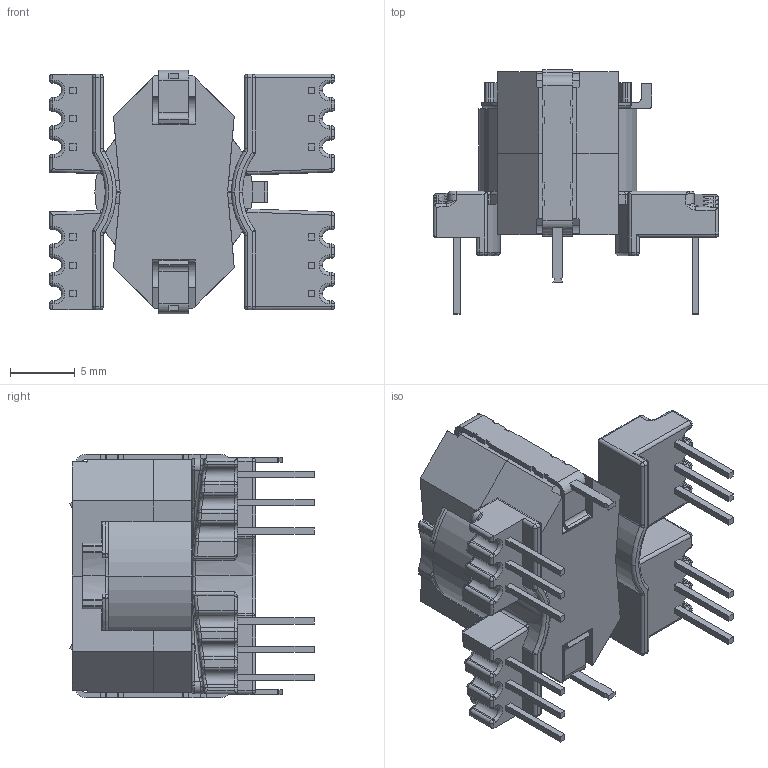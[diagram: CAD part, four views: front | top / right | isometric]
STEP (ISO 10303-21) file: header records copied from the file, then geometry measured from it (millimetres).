
FILE_DESCRIPTION (( 'STEP AP214' ), '1' );
FILE_NAME ('RM6_6915_C0222.STEP', '2019-02-01T14:43:33', ( '' ), ( '' ), 'SwSTEP 2.0', 'SolidWorks 2017', '' );
FILE_SCHEMA (( 'AUTOMOTIVE_DESIGN' ));
Length unit declared in the file: inch
Products named in the file (5): 139-0222_6A; 150-2622_6A; 070-6915_coil; 070-6915_6A; RM6_6915_C0222
Assembly tree (6 placements, depth 2):
  RM6_6915_C0222
    070-6915_6A
    070-6915_coil
    150-2622_6A  x2
    139-0222_6A  x2
Bounding box: 22.02 x 18.87 x 18.81 mm (x, y, z)
Volume: 2502.1 mm3; surface area: 3799 mm2
Topology: 6 solids, 6 shells, 866 faces, 2201 edges, 1296 vertices
Faces by surface type: plane 339, cylinder 320, sphere 86, torus 77, bspline 44
Entity records: 24201 total; most frequent: CARTESIAN_POINT 5586, DIRECTION 3776, ORIENTED_EDGE 3710, EDGE_CURVE 1855, AXIS2_PLACEMENT_3D 1417, VERTEX_POINT 1108, VECTOR 942, LINE 942
